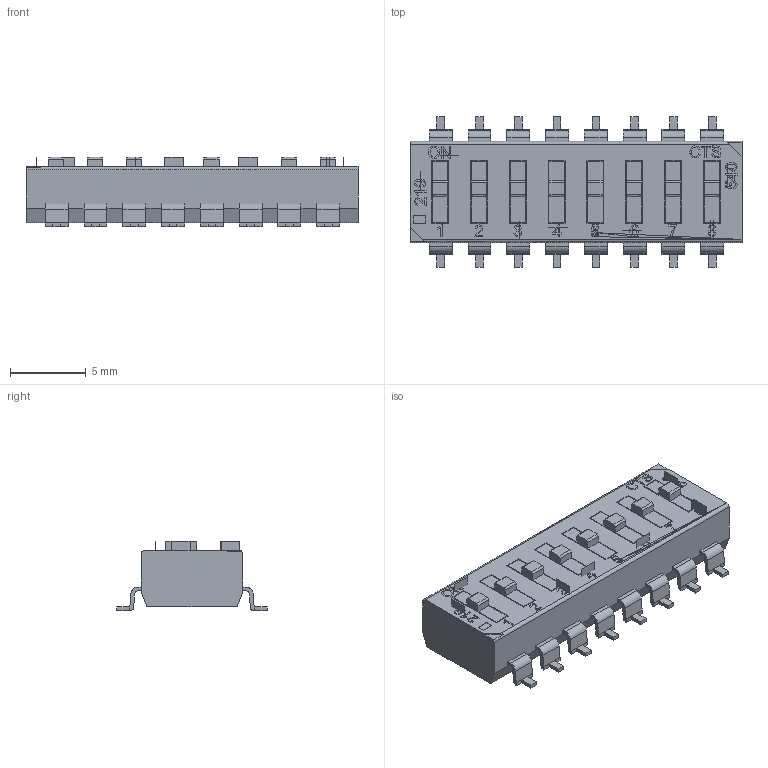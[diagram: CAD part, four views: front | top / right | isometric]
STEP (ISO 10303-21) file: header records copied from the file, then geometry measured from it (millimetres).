
FILE_DESCRIPTION(/* description */ (''),/* implementation_level */ '2;1');
FILE_NAME(/* name */ 'CTS219~1',/* time_stamp */ '2018-02-27T00:01:16+03:00',/* author */ (''),/* organization */ (''),/* preprocessor_version */ 'ST-DEVELOPER v15',/* originating_system */ '',/* authorisation */ '');
FILE_SCHEMA (('AUTOMOTIVE_DESIGN'));
Length unit declared in the file: millimetre
Products named in the file (11): Document; _1126; _1124; _1122; _1120; _1118; _1116; _1114; _1112; _1110; _118
Assembly tree (10 placements, depth 2):
  Document
    _1126
    _1124
    _1122
    _1120
    _1118
    _1116
    _1114
    _1112
    _1110
    _118
Bounding box: 21.98 x 9.98 x 4.61 mm (x, y, z)
Surface area: 672.4 mm2 (no closed solid volume)
Topology: 0 solids, 16 shells, 651 faces, 1852 edges, 1249 vertices
Faces by surface type: plane 465, bspline 186
Entity records: 23287 total; most frequent: CARTESIAN_POINT 10974, ORIENTED_EDGE 3609, EDGE_CURVE 1852, B_SPLINE_CURVE_WITH_KNOTS 1613, VERTEX_POINT 1249, EDGE_LOOP 695, ADVANCED_FACE 651, FACE_OUTER_BOUND 651
